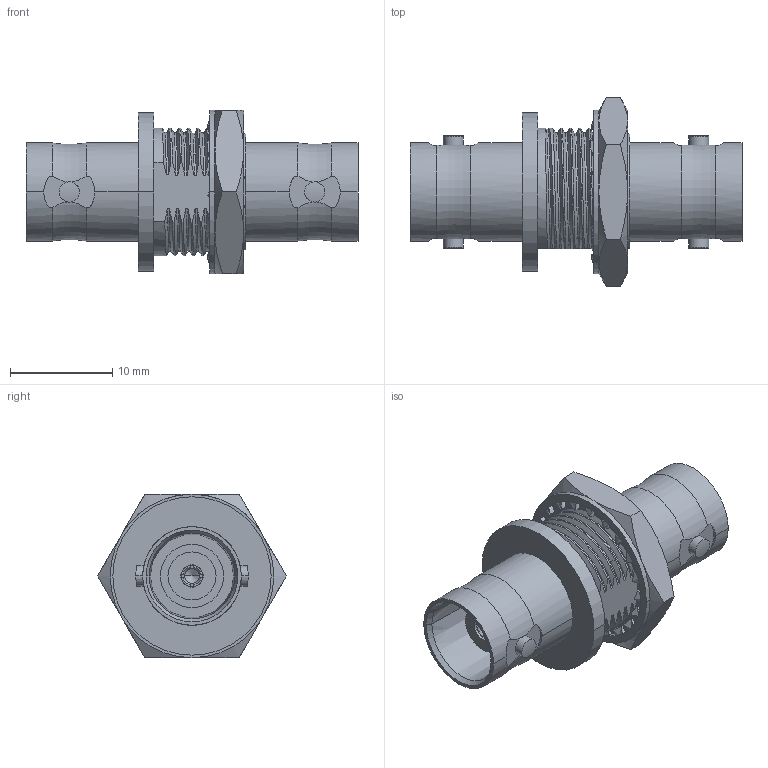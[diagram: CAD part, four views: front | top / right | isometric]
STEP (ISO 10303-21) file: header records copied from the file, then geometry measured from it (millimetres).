
FILE_DESCRIPTION((''),'2;1');
FILE_NAME('B7471B1-ND3G-50','2020-07-25T09:15:49',('Viji'),(''),'CREO PARAMETRIC BY PTC INC, 2019444','CREO PARAMETRIC BY PTC INC, 2019444','');
FILE_SCHEMA(('CONFIG_CONTROL_DESIGN'));
Length unit declared in the file: millimetre
Products named in the file (1): B7471B1-ND3G-50
Bounding box: 32.5 x 18.48 x 16 mm (x, y, z)
Volume: 2431.4 mm3; surface area: 2833.3 mm2
Topology: 1 solids, 1 shells, 337 faces, 985 edges, 654 vertices
Faces by surface type: bspline 125, plane 92, cylinder 81, cone 35, torus 4
Entity records: 18558 total; most frequent: CARTESIAN_POINT 10334, ORIENTED_EDGE 1962, DIRECTION 1322, EDGE_CURVE 981, VERTEX_POINT 654, VECTOR 474, LINE 474, AXIS2_PLACEMENT_3D 424
